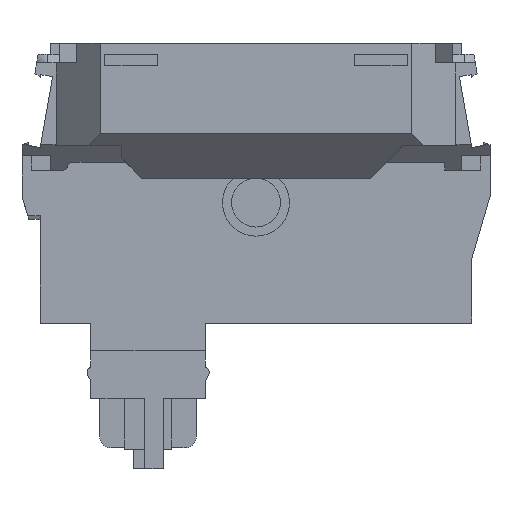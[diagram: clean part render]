
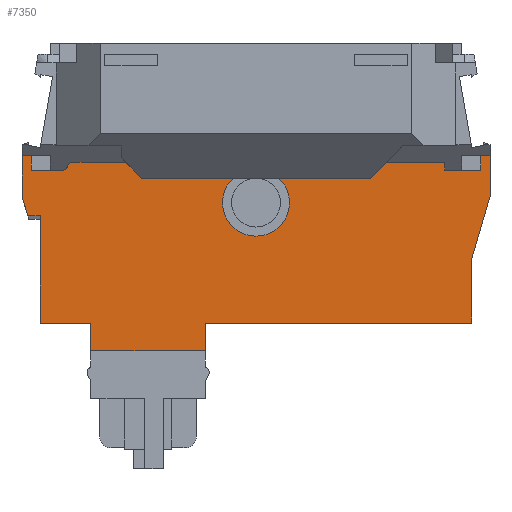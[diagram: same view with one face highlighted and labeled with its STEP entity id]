
A CAD part, left-side view. The second image highlights one B-rep face of the part: STEP entity #7350.
In plain terms, the highlighted face is planar.
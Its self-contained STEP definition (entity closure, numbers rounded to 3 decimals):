
#5020=CARTESIAN_POINT('',(-11.018,-8.524,48.545));
#5030=DIRECTION('',(0.,0.,-1.));
#5040=DIRECTION('',(0.,1.,0.));
#5050=AXIS2_PLACEMENT_3D('',#5020,#5030,#5040);
#5060=PLANE('',#5050);
#5070=CARTESIAN_POINT('',(25.182,4.2,48.545));
#5080=DIRECTION('',(0.,0.,-1.));
#5090=DIRECTION('',(-1.,0.,0.));
#5100=AXIS2_PLACEMENT_3D('',#5070,#5080,#5090);
#5110=CIRCLE('',#5100,0.4);
#5120=CARTESIAN_POINT('',(25.182,3.8,48.545));
#5130=VERTEX_POINT('',#5120);
#5140=CARTESIAN_POINT('',(24.782,4.2,48.545));
#5150=VERTEX_POINT('',#5140);
#5160=EDGE_CURVE('',#5130,#5150,#5110,.T.);
#5170=ORIENTED_EDGE('',*,*,#5160,.F.);
#5180=CARTESIAN_POINT('',(41.839,-12.856,48.545));
#5190=DIRECTION('',(0.707,-0.707,
0.));
#5200=VECTOR('',#5190,1.);
#5210=LINE('',#5180,#5200);
#5220=CARTESIAN_POINT('',(24.482,4.5,48.545));
#5230=VERTEX_POINT('',#5220);
#5240=EDGE_CURVE('',#5230,#5150,#5210,.T.);
#5250=ORIENTED_EDGE('',*,*,#5240,.T.);
#5260=CARTESIAN_POINT('',(14.088,4.5,48.545));
#5270=DIRECTION('',(-1.,0.,0.));
#5280=VECTOR('',#5270,1.);
#5290=LINE('',#5260,#5280);
#5300=CARTESIAN_POINT('',(19.648,4.5,48.545));
#5310=VERTEX_POINT('',#5300);
#5320=EDGE_CURVE('',#5230,#5310,#5290,.T.);
#5330=ORIENTED_EDGE('',*,*,#5320,.F.);
#5340=CARTESIAN_POINT('',(2.292,-12.856,48.545));
#5350=DIRECTION('',(0.707,0.707,
0.));
#5360=VECTOR('',#5350,1.);
#5370=LINE('',#5340,#5360);
#5380=CARTESIAN_POINT('',(18.248,3.1,48.545));
#5390=VERTEX_POINT('',#5380);
#5400=EDGE_CURVE('',#5390,#5310,#5370,.T.);
#5410=ORIENTED_EDGE('',*,*,#5400,.T.);
#5420=CARTESIAN_POINT('',(14.088,3.1,48.545));
#5430=DIRECTION('',(-1.,0.,0.));
#5440=VECTOR('',#5430,1.);
#5450=LINE('',#5420,#5440);
#5460=CARTESIAN_POINT('',(10.202,3.1,48.545));
#5470=VERTEX_POINT('',#5460);
#5480=EDGE_CURVE('',#5390,#5470,#5450,.T.);
#5490=ORIENTED_EDGE('',*,*,#5480,.F.);
#5500=CARTESIAN_POINT('',(8.182,0.95,48.545));
#5510=DIRECTION('',(0.,0.,-1.));
#5520=DIRECTION('',(-1.,0.,0.));
#5530=AXIS2_PLACEMENT_3D('',#5500,#5510,#5520);
#5540=CIRCLE('',#5530,2.95);
#5550=CARTESIAN_POINT('',(6.162,3.1,48.545));
#5560=VERTEX_POINT('',#5550);
#5570=EDGE_CURVE('',#5470,#5560,#5540,.T.);
#5580=ORIENTED_EDGE('',*,*,#5570,.F.);
#5590=CARTESIAN_POINT('',(14.088,3.1,48.545));
#5600=DIRECTION('',(-1.,0.,0.));
#5610=VECTOR('',#5600,1.);
#5620=LINE('',#5590,#5610);
#5630=CARTESIAN_POINT('',(-1.884,3.1,48.545));
#5640=VERTEX_POINT('',#5630);
#5650=EDGE_CURVE('',#5560,#5640,#5620,.T.);
#5660=ORIENTED_EDGE('',*,*,#5650,.F.);
#5670=CARTESIAN_POINT('',(14.073,-12.856,48.545));
#5680=DIRECTION('',(0.707,-0.707,
0.));
#5690=VECTOR('',#5680,1.);
#5700=LINE('',#5670,#5690);
#5710=CARTESIAN_POINT('',(-3.284,4.5,48.545));
#5720=VERTEX_POINT('',#5710);
#5730=EDGE_CURVE('',#5720,#5640,#5700,.T.);
#5740=ORIENTED_EDGE('',*,*,#5730,.T.);
#5750=CARTESIAN_POINT('',(14.088,4.5,48.545));
#5760=DIRECTION('',(-1.,0.,0.));
#5770=VECTOR('',#5760,1.);
#5780=LINE('',#5750,#5770);
#5790=CARTESIAN_POINT('',(-8.418,4.5,48.545));
#5800=VERTEX_POINT('',#5790);
#5810=EDGE_CURVE('',#5720,#5800,#5780,.T.);
#5820=ORIENTED_EDGE('',*,*,#5810,.F.);
#5830=CARTESIAN_POINT('',(-8.418,-12.856,48.545));
#5840=DIRECTION('',(0.,-1.,0.));
#5850=VECTOR('',#5840,1.);
#5860=LINE('',#5830,#5850);
#5870=CARTESIAN_POINT('',(-8.418,3.8,48.545));
#5880=VERTEX_POINT('',#5870);
#5890=EDGE_CURVE('',#5800,#5880,#5860,.T.);
#5900=ORIENTED_EDGE('',*,*,#5890,.F.);
#5910=CARTESIAN_POINT('',(14.088,3.8,48.545));
#5920=DIRECTION('',(-1.,0.,0.));
#5930=VECTOR('',#5920,1.);
#5940=LINE('',#5910,#5930);
#5950=CARTESIAN_POINT('',(-11.618,3.8,48.545));
#5960=VERTEX_POINT('',#5950);
#5970=EDGE_CURVE('',#5880,#5960,#5940,.T.);
#5980=ORIENTED_EDGE('',*,*,#5970,.F.);
#5990=CARTESIAN_POINT('',(-11.618,-12.856,
48.545));
#6000=DIRECTION('',(0.,1.,0.));
#6010=VECTOR('',#6000,1.);
#6020=LINE('',#5990,#6010);
#6030=CARTESIAN_POINT('',(-11.618,5.082,48.545));
#6040=VERTEX_POINT('',#6030);
#6050=EDGE_CURVE('',#5960,#6040,#6020,.T.);
#6060=ORIENTED_EDGE('',*,*,#6050,.F.);
#6070=CARTESIAN_POINT('',(14.088,5.082,48.545));
#6080=DIRECTION('',(-1.,0.,0.));
#6090=VECTOR('',#6080,1.);
#6100=LINE('',#6070,#6090);
#6110=CARTESIAN_POINT('',(-12.418,5.082,48.545));
#6120=VERTEX_POINT('',#6110);
#6130=EDGE_CURVE('',#6040,#6120,#6100,.T.);
#6140=ORIENTED_EDGE('',*,*,#6130,.F.);
#6150=CARTESIAN_POINT('',(-12.418,-12.856,48.545));
#6160=DIRECTION('',(0.,-1.,0.));
#6170=VECTOR('',#6160,1.);
#6180=LINE('',#6150,#6170);
#6190=CARTESIAN_POINT('',(-12.418,1.503,48.545));
#6200=VERTEX_POINT('',#6190);
#6210=EDGE_CURVE('',#6120,#6200,#6180,.T.);
#6220=ORIENTED_EDGE('',*,*,#6210,.F.);
#6230=CARTESIAN_POINT('',(-8.24,-12.856,48.545));
#6240=DIRECTION('',(0.279,-0.96,
0.));
#6250=VECTOR('',#6240,1.);
#6260=LINE('',#6230,#6250);
#6270=CARTESIAN_POINT('',(-10.818,-3.996,48.545));
#6280=VERTEX_POINT('',#6270);
#6290=EDGE_CURVE('',#6200,#6280,#6260,.T.);
#6300=ORIENTED_EDGE('',*,*,#6290,.F.);
#6310=CARTESIAN_POINT('',(-10.818,-12.856,48.545));
#6320=DIRECTION('',(0.,-1.,0.));
#6330=VECTOR('',#6320,1.);
#6340=LINE('',#6310,#6330);
#6350=CARTESIAN_POINT('',(-10.818,-9.65,48.545));
#6360=VERTEX_POINT('',#6350);
#6370=EDGE_CURVE('',#6280,#6360,#6340,.T.);
#6380=ORIENTED_EDGE('',*,*,#6370,.F.);
#6390=CARTESIAN_POINT('',(14.088,-9.65,48.545));
#6400=DIRECTION('',(-1.,0.,0.));
#6410=VECTOR('',#6400,1.);
#6420=LINE('',#6390,#6410);
#6430=CARTESIAN_POINT('',(12.632,-9.65,48.545));
#6440=VERTEX_POINT('',#6430);
#6450=EDGE_CURVE('',#6440,#6360,#6420,.T.);
#6460=ORIENTED_EDGE('',*,*,#6450,.T.);
#6470=CARTESIAN_POINT('',(12.632,-12.856,48.545));
#6480=DIRECTION('',(0.,1.,0.));
#6490=VECTOR('',#6480,1.);
#6500=LINE('',#6470,#6490);
#6510=CARTESIAN_POINT('',(12.632,-12.1,48.545));
#6520=VERTEX_POINT('',#6510);
#6530=EDGE_CURVE('',#6520,#6440,#6500,.T.);
#6540=ORIENTED_EDGE('',*,*,#6530,.T.);
#6550=CARTESIAN_POINT('',(14.088,-12.1,48.545));
#6560=DIRECTION('',(-1.,0.,0.));
#6570=VECTOR('',#6560,1.);
#6580=LINE('',#6550,#6570);
#6590=CARTESIAN_POINT('',(22.732,-12.1,48.545));
#6600=VERTEX_POINT('',#6590);
#6610=EDGE_CURVE('',#6600,#6520,#6580,.T.);
#6620=ORIENTED_EDGE('',*,*,#6610,.T.);
#6630=CARTESIAN_POINT('',(22.732,-12.856,48.545));
#6640=DIRECTION('',(0.,1.,0.));
#6650=VECTOR('',#6640,1.);
#6660=LINE('',#6630,#6650);
#6670=CARTESIAN_POINT('',(22.732,-9.65,48.545));
#6680=VERTEX_POINT('',#6670);
#6690=EDGE_CURVE('',#6600,#6680,#6660,.T.);
#6700=ORIENTED_EDGE('',*,*,#6690,.F.);
#6710=CARTESIAN_POINT('',(14.088,-9.65,48.545));
#6720=DIRECTION('',(-1.,0.,0.));
#6730=VECTOR('',#6720,1.);
#6740=LINE('',#6710,#6730);
#6750=CARTESIAN_POINT('',(27.182,-9.65,48.545));
#6760=VERTEX_POINT('',#6750);
#6770=EDGE_CURVE('',#6760,#6680,#6740,.T.);
#6780=ORIENTED_EDGE('',*,*,#6770,.T.);
#6790=CARTESIAN_POINT('',(27.182,-12.856,48.545));
#6800=DIRECTION('',(0.,1.,0.));
#6810=VECTOR('',#6800,1.);
#6820=LINE('',#6790,#6810);
#6830=CARTESIAN_POINT('',(27.182,-0.226,48.545));
#6840=VERTEX_POINT('',#6830);
#6850=EDGE_CURVE('',#6760,#6840,#6820,.T.);
#6860=ORIENTED_EDGE('',*,*,#6850,.F.);
#6870=CARTESIAN_POINT('',(14.088,-0.226,48.545));
#6880=DIRECTION('',(1.,0.,0.));
#6890=VECTOR('',#6880,1.);
#6900=LINE('',#6870,#6890);
#6910=CARTESIAN_POINT('',(28.279,-0.226,48.545));
#6920=VERTEX_POINT('',#6910);
#6930=EDGE_CURVE('',#6840,#6920,#6900,.T.);
#6940=ORIENTED_EDGE('',*,*,#6930,.F.);
#6950=CARTESIAN_POINT('',(24.604,-12.856,48.545));
#6960=DIRECTION('',(0.279,0.96,
0.));
#6970=VECTOR('',#6960,1.);
#6980=LINE('',#6950,#6970);
#6990=CARTESIAN_POINT('',(28.782,1.503,48.545));
#7000=VERTEX_POINT('',#6990);
#7010=EDGE_CURVE('',#6920,#7000,#6980,.T.);
#7020=ORIENTED_EDGE('',*,*,#7010,.F.);
#7030=CARTESIAN_POINT('',(28.782,-12.856,48.545));
#7040=DIRECTION('',(0.,1.,0.));
#7050=VECTOR('',#7040,1.);
#7060=LINE('',#7030,#7050);
#7070=CARTESIAN_POINT('',(28.782,5.082,48.545));
#7080=VERTEX_POINT('',#7070);
#7090=EDGE_CURVE('',#7000,#7080,#7060,.T.);
#7100=ORIENTED_EDGE('',*,*,#7090,.F.);
#7110=CARTESIAN_POINT('',(2.276,5.082,48.545));
#7120=DIRECTION('',(1.,0.,0.));
#7130=VECTOR('',#7120,1.);
#7140=LINE('',#7110,#7130);
#7150=CARTESIAN_POINT('',(27.982,5.082,48.545));
#7160=VERTEX_POINT('',#7150);
#7170=EDGE_CURVE('',#7160,#7080,#7140,.T.);
#7180=ORIENTED_EDGE('',*,*,#7170,.T.);
#7190=CARTESIAN_POINT('',(27.982,-12.856,
48.545));
#7200=DIRECTION('',(0.,1.,0.));
#7210=VECTOR('',#7200,1.);
#7220=LINE('',#7190,#7210);
#7230=CARTESIAN_POINT('',(27.982,3.8,48.545));
#7240=VERTEX_POINT('',#7230);
#7250=EDGE_CURVE('',#7240,#7160,#7220,.T.);
#7260=ORIENTED_EDGE('',*,*,#7250,.T.);
#7270=CARTESIAN_POINT('',(14.088,3.8,48.545));
#7280=DIRECTION('',(1.,0.,0.));
#7290=VECTOR('',#7280,1.);
#7300=LINE('',#7270,#7290);
#7310=EDGE_CURVE('',#5130,#7240,#7300,.T.);
#7320=ORIENTED_EDGE('',*,*,#7310,.T.);
#7330=EDGE_LOOP('',(#7320,#7260,#7180,#7100,#7020,#6940,#6860,#6780,
#6700,#6620,#6540,#6460,#6380,#6300,#6220,#6140,#6060,#5980,#5900,#5820,
#5740,#5660,#5580,#5490,#5410,#5330,#5250,#5170));
#7340=FACE_OUTER_BOUND('',#7330,.T.);
#7350=ADVANCED_FACE('',(#7340),#5060,.T.);
